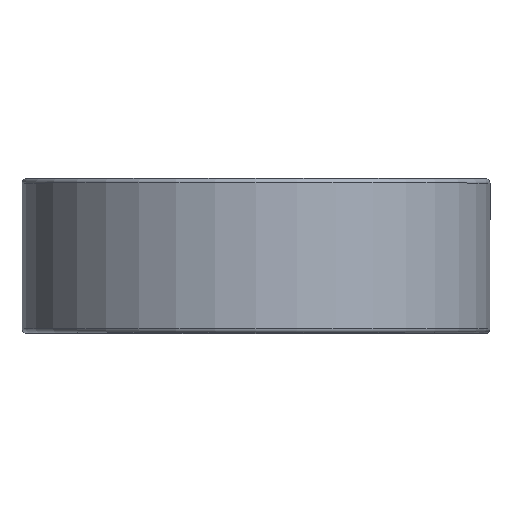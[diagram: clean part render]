
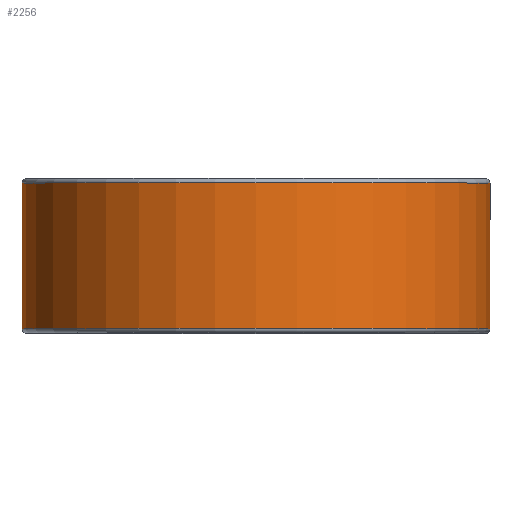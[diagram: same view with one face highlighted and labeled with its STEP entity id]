
A CAD part, top view. The second image highlights one B-rep face of the part: STEP entity #2256.
In plain terms, the highlighted cylindrical face has radius 40.907 mm (diameter 81.813 mm), a partial arc.
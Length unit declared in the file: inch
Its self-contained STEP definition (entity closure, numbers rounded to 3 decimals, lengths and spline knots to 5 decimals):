
#250 = FACE_OUTER_BOUND ( 'NONE', #326, .T. ) ;
#286 = EDGE_CURVE ( 'NONE', #880, #394, #1230, .T. ) ;
#326 = EDGE_LOOP ( 'NONE', ( #669, #1669, #2083, #2230 ) ) ;
#394 = VERTEX_POINT ( 'NONE', #2244 ) ;
#483 = CYLINDRICAL_SURFACE ( 'NONE', #2026, 1.6105 ) ;
#510 = CIRCLE ( 'NONE', #1329, 1.6105 ) ;
#669 = ORIENTED_EDGE ( 'NONE', *, *, #286, .T. ) ;
#716 = CARTESIAN_POINT ( 'NONE',  ( 0., -0.50125, 0. ) ) ;
#823 = VECTOR ( 'NONE', #2189, 39.37008 ) ;
#880 = VERTEX_POINT ( 'NONE', #1590 ) ;
#900 = VERTEX_POINT ( 'NONE', #2290 ) ;
#909 = DIRECTION ( 'NONE',  ( 0., 0., -1. ) ) ;
#948 = DIRECTION ( 'NONE',  ( 0., -1., 0. ) ) ;
#955 = CARTESIAN_POINT ( 'NONE',  ( 0., 0.5, 0. ) ) ;
#968 = CARTESIAN_POINT ( 'NONE',  ( 0., 0.50125, 0. ) ) ;
#1073 = AXIS2_PLACEMENT_3D ( 'NONE', #716, #2053, #909 ) ;
#1085 = EDGE_CURVE ( 'NONE', #394, #1322, #510, .T. ) ;
#1177 = DIRECTION ( 'NONE',  ( 0., 0., -1. ) ) ;
#1184 = DIRECTION ( 'NONE',  ( 0., 1., 0. ) ) ;
#1230 = LINE ( 'NONE', #2180, #823 ) ;
#1322 = VERTEX_POINT ( 'NONE', #1746 ) ;
#1329 = AXIS2_PLACEMENT_3D ( 'NONE', #968, #2278, #1177 ) ;
#1443 = LINE ( 'NONE', #2455, #2292 ) ;
#1590 = CARTESIAN_POINT ( 'NONE',  ( 1.6105, -0.50125, 0. ) ) ;
#1669 = ORIENTED_EDGE ( 'NONE', *, *, #1085, .T. ) ;
#1746 = CARTESIAN_POINT ( 'NONE',  ( 0., 0.50125, -1.6105 ) ) ;
#1920 = EDGE_CURVE ( 'NONE', #880, #900, #2466, .T. ) ;
#2026 = AXIS2_PLACEMENT_3D ( 'NONE', #955, #948, #2111 ) ;
#2053 = DIRECTION ( 'NONE',  ( 0., -1., 0. ) ) ;
#2083 = ORIENTED_EDGE ( 'NONE', *, *, #2286, .F. ) ;
#2111 = DIRECTION ( 'NONE',  ( 0., 0., -1. ) ) ;
#2180 = CARTESIAN_POINT ( 'NONE',  ( 1.6105, 0.50125, 0. ) ) ;
#2189 = DIRECTION ( 'NONE',  ( 0., 1., 0. ) ) ;
#2230 = ORIENTED_EDGE ( 'NONE', *, *, #1920, .F. ) ;
#2244 = CARTESIAN_POINT ( 'NONE',  ( 1.6105, 0.50125, 0. ) ) ;
#2256 = ADVANCED_FACE ( 'NONE', ( #250 ), #483, .T. ) ;
#2278 = DIRECTION ( 'NONE',  ( 0., -1., 0. ) ) ;
#2286 = EDGE_CURVE ( 'NONE', #900, #1322, #1443, .T. ) ;
#2290 = CARTESIAN_POINT ( 'NONE',  ( 0., -0.50125, -1.6105 ) ) ;
#2292 = VECTOR ( 'NONE', #1184, 39.37008 ) ;
#2455 = CARTESIAN_POINT ( 'NONE',  ( 0., 0.50125, -1.6105 ) ) ;
#2466 = CIRCLE ( 'NONE', #1073, 1.6105 ) ;
